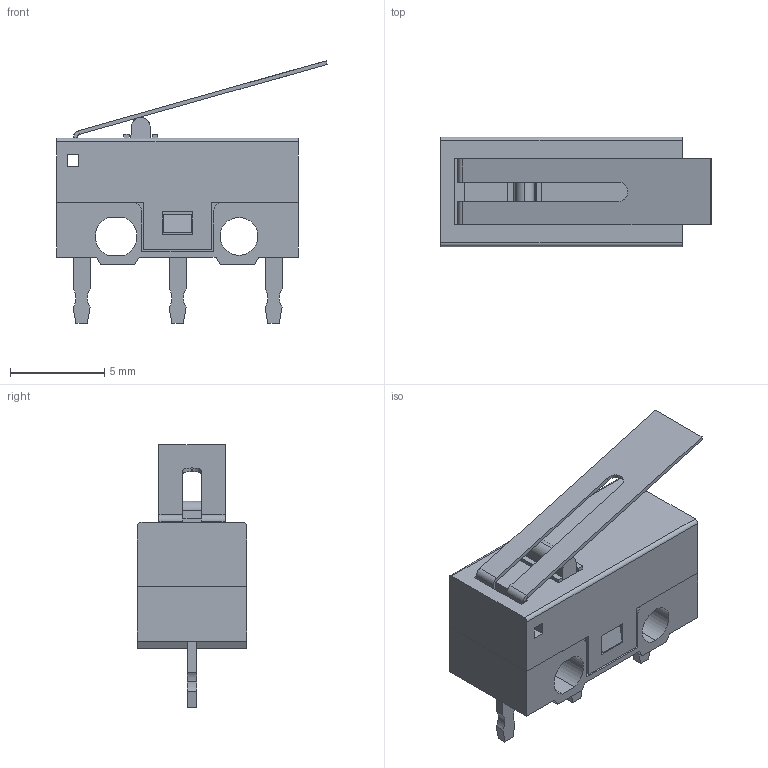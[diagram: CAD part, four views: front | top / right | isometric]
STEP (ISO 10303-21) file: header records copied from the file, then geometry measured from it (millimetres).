
FILE_DESCRIPTION (( 'STEP AP214' ), '1' );
FILE_NAME ('SW-TH_3P-L12.8-W5.8-H10.8-P5.08_DM1-02P-30-3.step', '2022-07-26T16:13:23', ( '' ), ( '' ), 'SwSTEP 2.0', 'SolidWorks 2020', '' );
FILE_SCHEMA (( 'AUTOMOTIVE_DESIGN' ));
Length unit declared in the file: millimetre
Products named in the file (1): SW-TH_3P-L12.8-W5.8-H10.8-P5.08_DM1-02P-30-3
Bounding box: 14.33 x 5.8 x 13.9 mm (x, y, z)
Volume: 448.9 mm3; surface area: 811.6 mm2
Topology: 21 solids, 21 shells, 441 faces, 1155 edges, 766 vertices
Faces by surface type: plane 302, bspline 112, cylinder 27
Entity records: 19482 total; most frequent: CARTESIAN_POINT 4479, ORIENTED_EDGE 2310, DIRECTION 1633, EDGE_CURVE 1155, VECTOR 873, LINE 873, VERTEX_POINT 766, EDGE_LOOP 473
